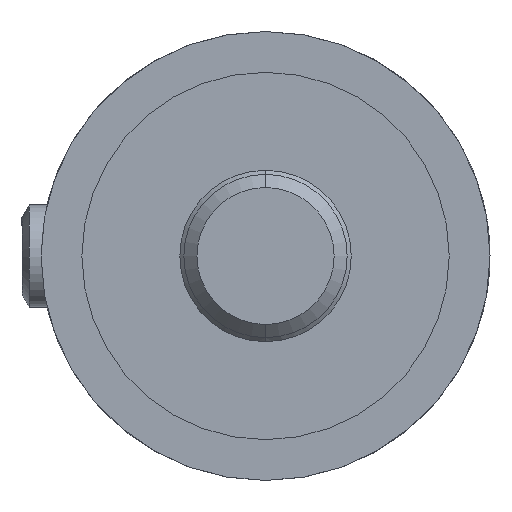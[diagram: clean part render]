
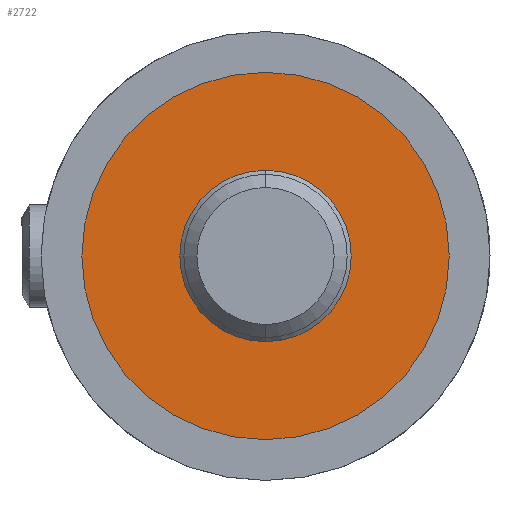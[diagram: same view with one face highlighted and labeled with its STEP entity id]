
A CAD part, front view. The second image highlights one B-rep face of the part: STEP entity #2722.
In plain terms, the highlighted planar face has unit normal (0, -1, 0).
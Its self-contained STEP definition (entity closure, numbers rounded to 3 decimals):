
#57 = VERTEX_POINT ( 'NONE', #3281 ) ;
#80 = CARTESIAN_POINT ( 'NONE',  ( 0., 11.154, 9. ) ) ;
#154 = CARTESIAN_POINT ( 'NONE',  ( 0., 11.154, 0. ) ) ;
#157 = FACE_BOUND ( 'NONE', #2804, .T. ) ;
#326 = CIRCLE ( 'NONE', #2703, 4.2 ) ;
#405 = PLANE ( 'NONE',  #540 ) ;
#532 = EDGE_CURVE ( 'NONE', #57, #3263, #326, .T. ) ;
#535 = DIRECTION ( 'NONE',  ( 0., 0., 1. ) ) ;
#540 = AXIS2_PLACEMENT_3D ( 'NONE', #2511, #618, #1153 ) ;
#618 = DIRECTION ( 'NONE',  ( 0., 1., 0. ) ) ;
#676 = DIRECTION ( 'NONE',  ( 0., 1., 0. ) ) ;
#790 = CIRCLE ( 'NONE', #2509, 9. ) ;
#857 = CARTESIAN_POINT ( 'NONE',  ( 0., 11.154, 4.2 ) ) ;
#911 = EDGE_CURVE ( 'NONE', #2606, #1625, #1551, .T. ) ;
#1042 = ORIENTED_EDGE ( 'NONE', *, *, #532, .T. ) ;
#1117 = ORIENTED_EDGE ( 'NONE', *, *, #1763, .F. ) ;
#1153 = DIRECTION ( 'NONE',  ( 0., 0., 1. ) ) ;
#1266 = CIRCLE ( 'NONE', #1429, 4.2 ) ;
#1429 = AXIS2_PLACEMENT_3D ( 'NONE', #2147, #1634, #1894 ) ;
#1434 = ORIENTED_EDGE ( 'NONE', *, *, #2520, .T. ) ;
#1551 = CIRCLE ( 'NONE', #3107, 9. ) ;
#1625 = VERTEX_POINT ( 'NONE', #80 ) ;
#1634 = DIRECTION ( 'NONE',  ( 0., 1., 0. ) ) ;
#1666 = DIRECTION ( 'NONE',  ( 0., 1., 0. ) ) ;
#1763 = EDGE_CURVE ( 'NONE', #1625, #2606, #790, .T. ) ;
#1857 = ORIENTED_EDGE ( 'NONE', *, *, #911, .F. ) ;
#1894 = DIRECTION ( 'NONE',  ( 0., 0., 1. ) ) ;
#2147 = CARTESIAN_POINT ( 'NONE',  ( 0., 11.154, 0. ) ) ;
#2344 = DIRECTION ( 'NONE',  ( 0., 1., 0. ) ) ;
#2483 = DIRECTION ( 'NONE',  ( 0., 0., 1. ) ) ;
#2509 = AXIS2_PLACEMENT_3D ( 'NONE', #3014, #676, #2483 ) ;
#2511 = CARTESIAN_POINT ( 'NONE',  ( 9., 11.154, 0. ) ) ;
#2520 = EDGE_CURVE ( 'NONE', #3263, #57, #1266, .T. ) ;
#2606 = VERTEX_POINT ( 'NONE', #2959 ) ;
#2703 = AXIS2_PLACEMENT_3D ( 'NONE', #154, #1666, #3255 ) ;
#2722 = ADVANCED_FACE ( 'NONE', ( #3280, #157 ), #405, .F. ) ;
#2804 = EDGE_LOOP ( 'NONE', ( #1434, #1042 ) ) ;
#2816 = EDGE_LOOP ( 'NONE', ( #1117, #1857 ) ) ;
#2887 = CARTESIAN_POINT ( 'NONE',  ( 0., 11.154, 0. ) ) ;
#2959 = CARTESIAN_POINT ( 'NONE',  ( 0., 11.154, -9. ) ) ;
#3014 = CARTESIAN_POINT ( 'NONE',  ( 0., 11.154, 0. ) ) ;
#3107 = AXIS2_PLACEMENT_3D ( 'NONE', #2887, #2344, #535 ) ;
#3255 = DIRECTION ( 'NONE',  ( 0., 0., 1. ) ) ;
#3263 = VERTEX_POINT ( 'NONE', #857 ) ;
#3280 = FACE_OUTER_BOUND ( 'NONE', #2816, .T. ) ;
#3281 = CARTESIAN_POINT ( 'NONE',  ( 0., 11.154, -4.2 ) ) ;
